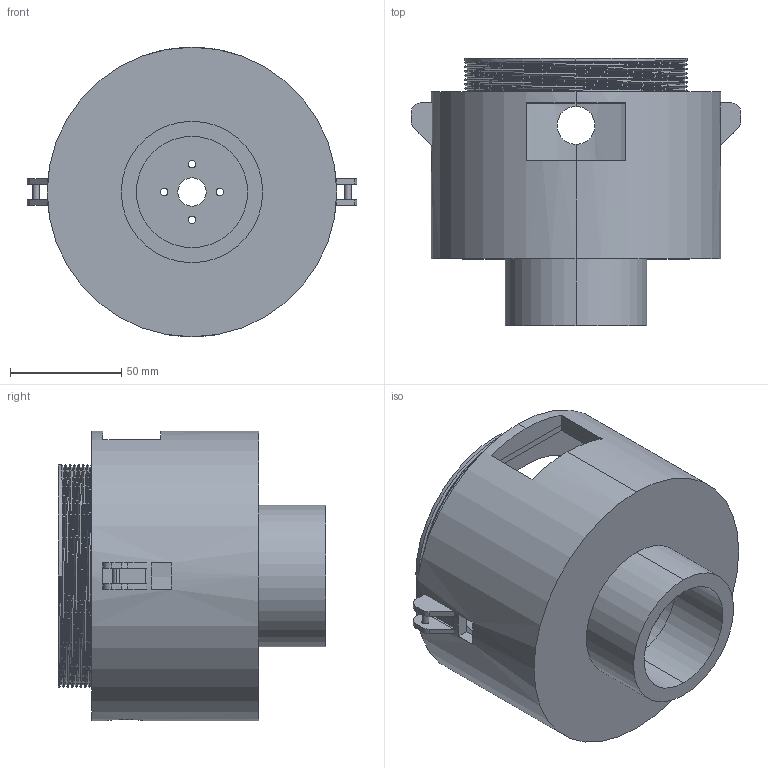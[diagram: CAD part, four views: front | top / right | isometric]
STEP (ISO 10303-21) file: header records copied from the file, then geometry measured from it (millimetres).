
FILE_DESCRIPTION (( 'STEP AP214' ), '1' );
FILE_NAME ('Body-version2.STEP', '2021-07-15T10:16:20', ( '' ), ( '' ), 'SwSTEP 2.0', 'SolidWorks 2020', '' );
FILE_SCHEMA (( 'AUTOMOTIVE_DESIGN' ));
Length unit declared in the file: millimetre
Products named in the file (1): Body-version2
Bounding box: 148 x 120 x 130 mm (x, y, z)
Volume: 329869.6 mm3; surface area: 122018.5 mm2
Topology: 5 solids, 5 shells, 151 faces, 385 edges, 251 vertices
Faces by surface type: plane 77, cylinder 62, cone 8, bspline 4
Entity records: 6816 total; most frequent: CARTESIAN_POINT 3063, ORIENTED_EDGE 770, DIRECTION 753, EDGE_CURVE 385, AXIS2_PLACEMENT_3D 268, VERTEX_POINT 251, VECTOR 217, LINE 217
